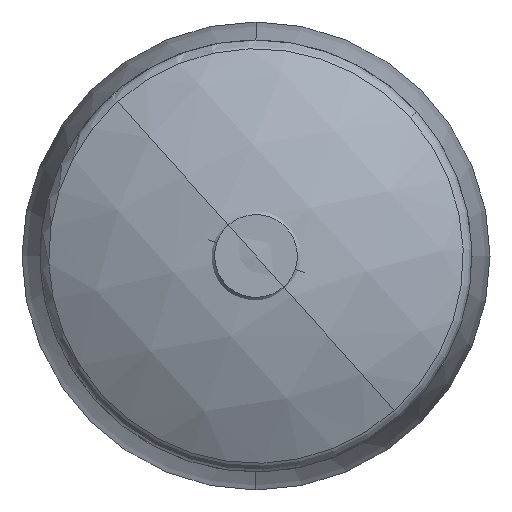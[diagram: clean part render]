
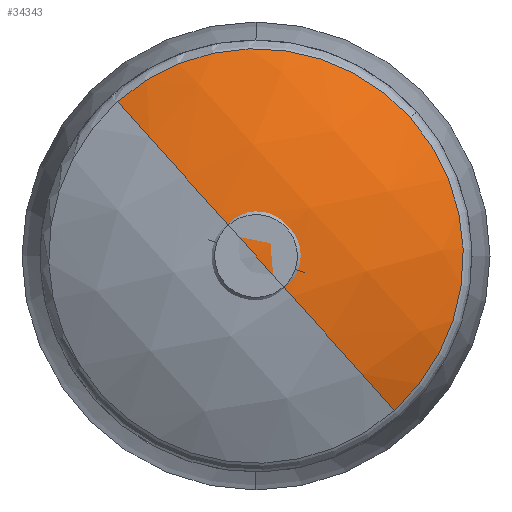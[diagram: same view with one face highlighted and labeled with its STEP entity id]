
A CAD part, left-side view. The second image highlights one B-rep face of the part: STEP entity #34343.
In plain terms, the highlighted spherical face has radius 22.3 mm.
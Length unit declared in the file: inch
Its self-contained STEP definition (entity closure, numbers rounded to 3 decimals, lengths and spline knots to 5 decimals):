
#27709 = DIRECTION ( 'NONE',  ( 0., -0.668, -0.744 ) ) ;
#27710 = DIRECTION ( 'NONE',  ( 0., -0.744, 0.668 ) ) ;
#27712 = CARTESIAN_POINT ( 'NONE',  ( -1.06184, 0.09103, 0.69763 ) ) ;
#27713 = AXIS2_PLACEMENT_3D ( 'NONE', #27712, #27710, #27709 ) ;
#27715 = CIRCLE ( 'NONE', #27713, 0.87795 ) ;
#28865 = CARTESIAN_POINT ( 'NONE',  ( -1.81366, 0.39388, 1.03505 ) ) ;
#28867 = CARTESIAN_POINT ( 'NONE',  ( -1.81366, -0.24639, 1.00049 ) ) ;
#28870 = DIRECTION ( 'NONE',  ( 0., 0.744, -0.668 ) ) ;
#28872 = DIRECTION ( 'NONE',  ( -1., 0., 0. ) ) ;
#28873 = CARTESIAN_POINT ( 'NONE',  ( -1.81366, 0.09103, 0.69763 ) ) ;
#28874 = AXIS2_PLACEMENT_3D ( 'NONE', #28873, #28872, #28870 ) ;
#28876 = CIRCLE ( 'NONE', #28874, 0.4534 ) ;
#29035 = DIRECTION ( 'NONE',  ( 0., -0.668, -0.744 ) ) ;
#29037 = DIRECTION ( 'NONE',  ( 0., -0.744, 0.668 ) ) ;
#29039 = AXIS2_PLACEMENT_3D ( 'NONE', #29045, #29037, #29035 ) ;
#29041 = SPHERICAL_SURFACE ( 'NONE', #29039, 0.87795 ) ;
#29045 = CARTESIAN_POINT ( 'NONE',  ( -1.06184, 0.09103, 0.69763 ) ) ;
#29092 = FACE_OUTER_BOUND ( 'NONE', #34346, .T. ) ;
#29160 = CARTESIAN_POINT ( 'NONE',  ( -1.81366, -0.21183, 0.36021 ) ) ;
#29162 = DIRECTION ( 'NONE',  ( 0., 0.744, -0.668 ) ) ;
#29163 = DIRECTION ( 'NONE',  ( -1., 0., 0. ) ) ;
#29164 = CARTESIAN_POINT ( 'NONE',  ( -1.81366, 0.09103, 0.69763 ) ) ;
#29165 = AXIS2_PLACEMENT_3D ( 'NONE', #29164, #29163, #29162 ) ;
#29167 = CIRCLE ( 'NONE', #29165, 0.4534 ) ;
#29746 = DIRECTION ( 'NONE',  ( 0., 0.668, 0.744 ) ) ;
#29747 = DIRECTION ( 'NONE',  ( 0., 0.744, -0.668 ) ) ;
#29749 = CARTESIAN_POINT ( 'NONE',  ( -1.06184, 0.09103, 0.69763 ) ) ;
#29751 = AXIS2_PLACEMENT_3D ( 'NONE', #29749, #29747, #29746 ) ;
#29753 = CIRCLE ( 'NONE', #29751, 0.87795 ) ;
#29758 = CARTESIAN_POINT ( 'NONE',  ( -1.93979, 0.09103, 0.69763 ) ) ;
#33830 = EDGE_CURVE ( 'NONE', #34307, #34450, #27715, .T. ) ;
#34304 = EDGE_CURVE ( 'NONE', #34306, #34307, #28876, .T. ) ;
#34306 = VERTEX_POINT ( 'NONE', #28867 ) ;
#34307 = VERTEX_POINT ( 'NONE', #28865 ) ;
#34343 = ADVANCED_FACE ( 'NONE', ( #29092 ), #29041, .T. ) ;
#34346 = EDGE_LOOP ( 'NONE', ( #34348, #34353, #34354, #34451 ) ) ;
#34348 = ORIENTED_EDGE ( 'NONE', *, *, #34351, .T. ) ;
#34351 = EDGE_CURVE ( 'NONE', #34352, #34306, #29167, .T. ) ;
#34352 = VERTEX_POINT ( 'NONE', #29160 ) ;
#34353 = ORIENTED_EDGE ( 'NONE', *, *, #34304, .T. ) ;
#34354 = ORIENTED_EDGE ( 'NONE', *, *, #33830, .T. ) ;
#34450 = VERTEX_POINT ( 'NONE', #29758 ) ;
#34451 = ORIENTED_EDGE ( 'NONE', *, *, #34452, .F. ) ;
#34452 = EDGE_CURVE ( 'NONE', #34352, #34450, #29753, .T. ) ;
